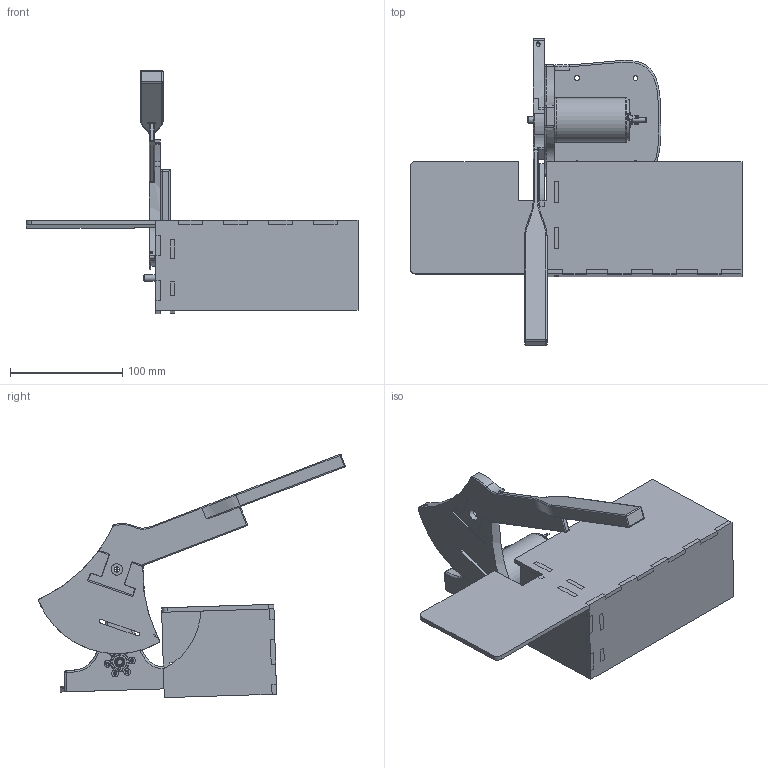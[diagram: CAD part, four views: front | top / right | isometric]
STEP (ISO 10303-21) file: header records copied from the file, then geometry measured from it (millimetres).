
FILE_DESCRIPTION(/* description */ ('STEP AP242','CAx-IF Rec.Pracs.---Representation and Presentation of Product Manufacturing Information (PMI)---4.0---2014-10-13','CAx-IF Rec.Pracs.---3D Tessellated Geometry---0.4---2014-09-14','2;1'),/* implementation_level */ '2;1');
FILE_NAME(/* name */ '683fbee703dbd96686a2bf4e',/* time_stamp */ '2025-06-04T03:35:04Z',/* author */ (''),/* organization */ (''),/* preprocessor_version */ 'ST-DEVELOPER v20',/* originating_system */ 'ONSHAPE BY PTC INC, 1.198',/* authorisation */ ' ');
FILE_SCHEMA (('AP242_MANAGED_MODEL_BASED_3D_ENGINEERING_MIM_LF { 1 0 10303 442 1 1 4 }'));
Length unit declared in the file: metre
Products named in the file (11): Assembly 3; Surface; 148866_SW0001; Hapkit3_0_Sector_10_degree_markers v4; Wall 3; Handle_Knife; Base; Wall 1; Wall 2
Assembly tree (10 placements, depth 2):
  Assembly 3
    Surface
    148866_SW0001
    Hapkit3_0_Sector_10_degree_markers v4
    148866_SW0001
    Wall 3
    Handle_Knife
    148866_SW0001
    Base
    Wall 1
    Wall 2
Bounding box: 295.51 x 272.81 x 216.51 mm (x, y, z)
Volume: 501909.9 mm3; surface area: 205440.2 mm2
Topology: 10 solids, 10 shells, 681 faces, 1825 edges, 1198 vertices
Faces by surface type: plane 405, cylinder 181, cone 35, bspline 30, torus 20, sphere 10
Full cylindrical faces by diameter (mm): 0.35 x1, 1.25 x2, 1.6 x4, 1.808 x1, 1.9 x1, 2.5 x14, 2.8 x1, 3 x10, 3.25 x1, 4 x2, 4.1 x1, 4.4 x4, 4.6 x1, 5.5 x2, 5.6 x2, 6 x2, 6.385 x1, 6.934 x1, 7.442 x1, 7.915 x1, 8.586 x1, 9 x1, 9.207 x1, 10 x2, 10.066 x1, 10.585 x1, 10.615 x1, 12.414 x1, 13 x1, 13.055 x1
Entity records: 22333 total; most frequent: CARTESIAN_POINT 4886, DIRECTION 3345, ORIENTED_EDGE 3286, EDGE_CURVE 1643, AXIS2_PLACEMENT_3D 1137, VERTEX_POINT 1134, LINE 1071, VECTOR 1071
